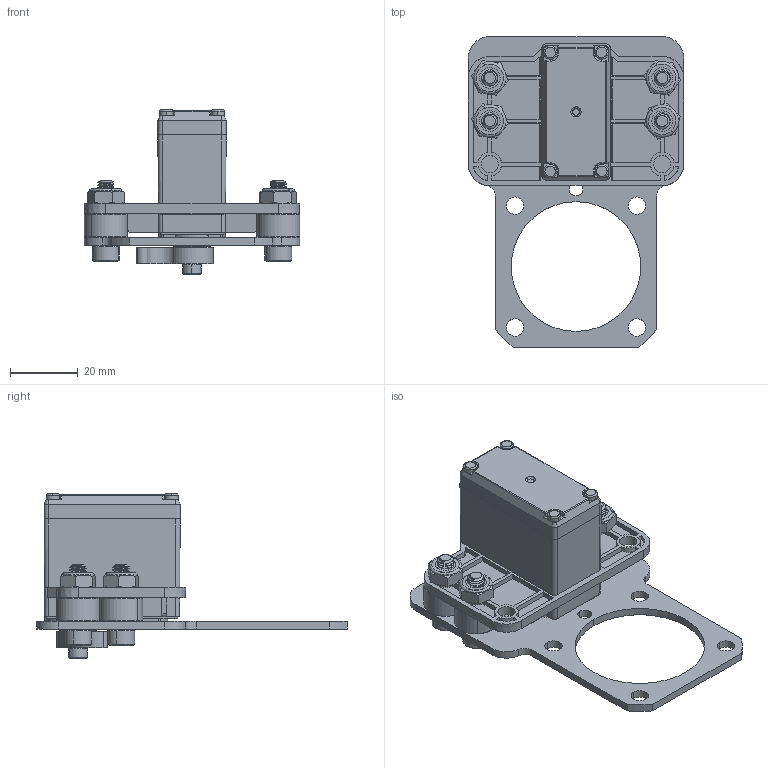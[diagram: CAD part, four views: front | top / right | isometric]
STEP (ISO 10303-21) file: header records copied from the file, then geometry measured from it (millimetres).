
FILE_DESCRIPTION (( 'STEP AP214' ), '1' );
FILE_NAME ('am-5408 Ratchet Sport Servo.STEP', '2024-12-06T20:45:52', ( '' ), ( '' ), 'SwSTEP 2.0', 'SolidWorks 2024', '' );
FILE_SCHEMA (( 'AUTOMOTIVE_DESIGN' ));
Length unit declared in the file: inch
Products named in the file (13): am-5406 Ratchet Sport Servo Arm; 10-32 nylock thin nut - Mcm 90633A009_90633A009; AndyMark Programmable Servo Bottom Case; 10-32x750_shcs_90128A945; M20X30_1; am-1595 500 OD 242 ID 267 Long Aluminum Spacer; am-5408 Ratchet Sport Servo; SHCS M3 x 8mm with patch am-1500_am-1500 M3x8mm SHCS (Patched); am-5407 Ratchet Sport Servo Cover Plate; am-495X AndyMark Programmable Servo; AndyMark Programmable Servo Top Case; AndyMark Programmable Servo 5mm Hex Output Gear; AndyMark Programmable Servo Middle Case
Assembly tree (24 placements, depth 3):
  am-5408 Ratchet Sport Servo
    am-5407 Ratchet Sport Servo Cover Plate
    am-5406 Ratchet Sport Servo Arm
    am-1595 500 OD 242 ID 267 Long Aluminum Spacer  x4
    am-495X AndyMark Programmable Servo
      AndyMark Programmable Servo Middle Case
      AndyMark Programmable Servo Bottom Case
      M20X30_1  x4
      AndyMark Programmable Servo Top Case
      AndyMark Programmable Servo 5mm Hex Output Gear
    SHCS M3 x 8mm with patch am-1500_am-1500 M3x8mm SHCS (Patched)
    10-32x750_shcs_90128A945  x4
    10-32 nylock thin nut - Mcm 90633A009_90633A009  x4
Bounding box: 63.5 x 91.57 x 48.42 mm (x, y, z)
Volume: 29306.1 mm3; surface area: 38098 mm2
Topology: 27 solids, 27 shells, 2397 faces, 6737 edges, 4466 vertices
Faces by surface type: cylinder 1183, plane 574, cone 432, bspline 177, torus 31
Entity records: 83985 total; most frequent: CARTESIAN_POINT 42940, ORIENTED_EDGE 10062, DIRECTION 6259, EDGE_CURVE 5031, VERTEX_POINT 3404, AXIS2_PLACEMENT_3D 2197, B_SPLINE_CURVE_WITH_KNOTS 2160, LINE 1865
